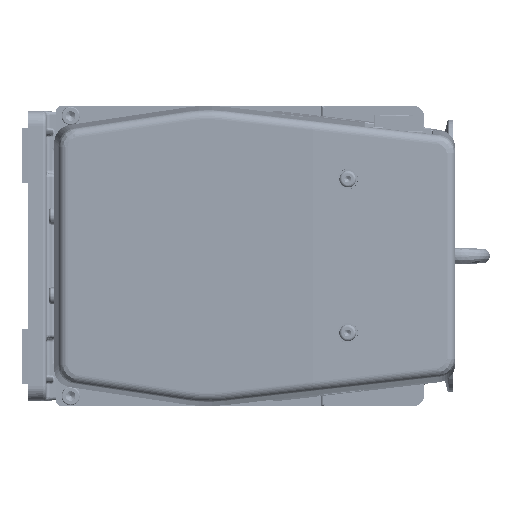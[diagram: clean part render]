
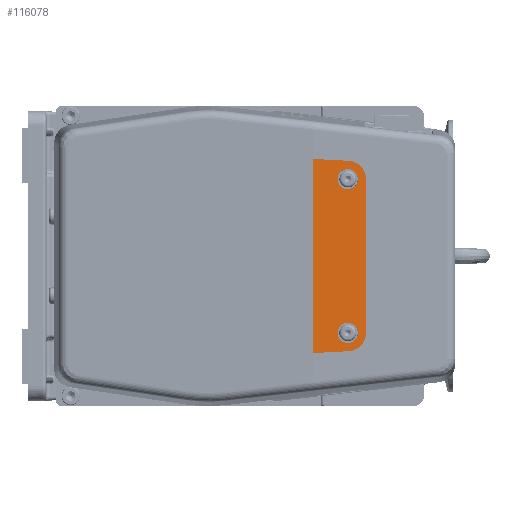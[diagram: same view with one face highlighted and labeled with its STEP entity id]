
A CAD part, front view. The second image highlights one B-rep face of the part: STEP entity #116078.
In plain terms, the highlighted planar face has unit normal (0.052, -0.999, 0).
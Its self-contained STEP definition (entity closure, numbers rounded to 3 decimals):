
#4072=PLANE('',#125520);
#6998=ELLIPSE('',#125515,5.55,5.542);
#6999=ELLIPSE('',#125519,5.55,5.542);
#7337=FACE_BOUND('',#19519,.T.);
#7338=FACE_BOUND('',#19520,.T.);
#12793=FACE_OUTER_BOUND('',#19518,.T.);
#19518=EDGE_LOOP('',(#98894,#98895,#98896,#98897,#98898,#98899));
#19519=EDGE_LOOP('',(#98900));
#19520=EDGE_LOOP('',(#98901));
#28465=B_SPLINE_CURVE_WITH_KNOTS('',3,(#303064,#303065,#303066,#303067,
#303068,#303069,#303070,#303071,#303072,#303073),.UNSPECIFIED.,.F.,.F.,
(4,2,2,2,4),(-2.473,-1.978,-1.248,-0.477,
0.),.UNSPECIFIED.);
#28467=B_SPLINE_CURVE_WITH_KNOTS('',3,(#303117,#303118,#303119,#303120,
#303121,#303122,#303123,#303124,#303125,#303126),.UNSPECIFIED.,.F.,.F.,
(4,2,2,2,4),(-1.96,-1.599,-1.015,-0.463,
0.),.UNSPECIFIED.);
#35430=LINE('',#303034,#43012);
#35435=LINE('',#303088,#43017);
#35439=LINE('',#303141,#43021);
#35561=LINE('',#303903,#43143);
#43012=VECTOR('',#150478,19.276);
#43017=VECTOR('',#150485,84.);
#43021=VECTOR('',#150491,19.276);
#43143=VECTOR('',#150785,105.987);
#52912=VERTEX_POINT('',#303032);
#52913=VERTEX_POINT('',#303033);
#52915=VERTEX_POINT('',#303063);
#52917=VERTEX_POINT('',#303087);
#52919=VERTEX_POINT('',#303116);
#52921=VERTEX_POINT('',#303140);
#53001=VERTEX_POINT('',#303892);
#53003=VERTEX_POINT('',#303899);
#68455=EDGE_CURVE('',#52912,#52913,#35430,.T.);
#68459=EDGE_CURVE('',#52913,#52915,#28465,.T.);
#68462=EDGE_CURVE('',#52917,#52915,#35435,.T.);
#68465=EDGE_CURVE('',#52917,#52919,#28467,.T.);
#68468=EDGE_CURVE('',#52921,#52919,#35439,.T.);
#68615=EDGE_CURVE('',#53001,#53001,#6998,.T.);
#68618=EDGE_CURVE('',#53003,#53003,#6999,.T.);
#68619=EDGE_CURVE('',#52912,#52921,#35561,.T.);
#98894=ORIENTED_EDGE('',*,*,#68619,.F.);
#98895=ORIENTED_EDGE('',*,*,#68455,.T.);
#98896=ORIENTED_EDGE('',*,*,#68459,.T.);
#98897=ORIENTED_EDGE('',*,*,#68462,.F.);
#98898=ORIENTED_EDGE('',*,*,#68465,.T.);
#98899=ORIENTED_EDGE('',*,*,#68468,.F.);
#98900=ORIENTED_EDGE('',*,*,#68618,.F.);
#98901=ORIENTED_EDGE('',*,*,#68615,.F.);
#116078=ADVANCED_FACE('',(#12793,#7337,#7338),#4072,.F.);
#125515=AXIS2_PLACEMENT_3D('',#303894,#150772,#150773);
#125519=AXIS2_PLACEMENT_3D('',#303901,#150781,#150782);
#125520=AXIS2_PLACEMENT_3D('',#303902,#150783,#150784);
#150478=DIRECTION('',(0.997,0.052,0.052));
#150485=DIRECTION('',(0.,0.,-1.));
#150491=DIRECTION('',(0.997,0.052,-0.052));
#150772=DIRECTION('center_axis',(0.052,-0.999,
0.));
#150773=DIRECTION('ref_axis',(-0.999,-0.052,0.));
#150781=DIRECTION('center_axis',(0.052,-0.999,
0.));
#150782=DIRECTION('ref_axis',(-0.999,-0.052,0.));
#150783=DIRECTION('center_axis',(-0.052,0.999,
0.));
#150784=DIRECTION('ref_axis',(0.,0.,
-1.));
#150785=DIRECTION('',(0.,0.,1.));
#303032=CARTESIAN_POINT('',(39.6,-217.386,-52.994));
#303033=CARTESIAN_POINT('',(58.823,-216.379,-51.986));
#303034=CARTESIAN_POINT('',(39.6,-217.386,-52.994));
#303063=CARTESIAN_POINT('',(68.3,-215.882,-42.));
#303064=CARTESIAN_POINT('Ctrl Pts',(58.823,-216.379,
-51.986));
#303065=CARTESIAN_POINT('Ctrl Pts',(60.525,-216.29,
-51.897));
#303066=CARTESIAN_POINT('Ctrl Pts',(61.791,-216.223,
-51.409));
#303067=CARTESIAN_POINT('Ctrl Pts',(63.681,-216.124,-50.521));
#303068=CARTESIAN_POINT('Ctrl Pts',(64.701,-216.071,
-49.783));
#303069=CARTESIAN_POINT('Ctrl Pts',(66.46,-215.979,
-47.928));
#303070=CARTESIAN_POINT('Ctrl Pts',(67.173,-215.941,
-46.798));
#303071=CARTESIAN_POINT('Ctrl Pts',(67.934,-215.901,
-44.801));
#303072=CARTESIAN_POINT('Ctrl Pts',(68.3,-215.882,
-43.588));
#303073=CARTESIAN_POINT('Ctrl Pts',(68.3,-215.882,
-42.));
#303087=CARTESIAN_POINT('',(68.3,-215.882,42.));
#303088=CARTESIAN_POINT('',(68.3,-215.882,42.));
#303116=CARTESIAN_POINT('',(58.823,-216.379,51.986));
#303117=CARTESIAN_POINT('Ctrl Pts',(68.3,-215.882,
42.));
#303118=CARTESIAN_POINT('Ctrl Pts',(68.3,-215.882,
43.588));
#303119=CARTESIAN_POINT('Ctrl Pts',(67.934,-215.901,
44.801));
#303120=CARTESIAN_POINT('Ctrl Pts',(67.173,-215.941,46.797));
#303121=CARTESIAN_POINT('Ctrl Pts',(66.46,-215.979,
47.927));
#303122=CARTESIAN_POINT('Ctrl Pts',(64.702,-216.071,
49.782));
#303123=CARTESIAN_POINT('Ctrl Pts',(63.681,-216.124,50.52));
#303124=CARTESIAN_POINT('Ctrl Pts',(61.613,-216.233,51.492));
#303125=CARTESIAN_POINT('Ctrl Pts',(60.361,-216.298,
51.906));
#303126=CARTESIAN_POINT('Ctrl Pts',(58.823,-216.379,
51.986));
#303140=CARTESIAN_POINT('',(39.6,-217.386,52.994));
#303141=CARTESIAN_POINT('',(39.6,-217.386,52.994));
#303892=CARTESIAN_POINT('',(58.3,-216.406,47.542));
#303894=CARTESIAN_POINT('Origin',(58.297,-216.406,42.));
#303899=CARTESIAN_POINT('',(58.3,-216.406,-36.458));
#303901=CARTESIAN_POINT('Origin',(58.297,-216.406,-42.));
#303902=CARTESIAN_POINT('Origin',(39.6,-217.386,-75.285));
#303903=CARTESIAN_POINT('',(39.6,-217.386,-52.994));
